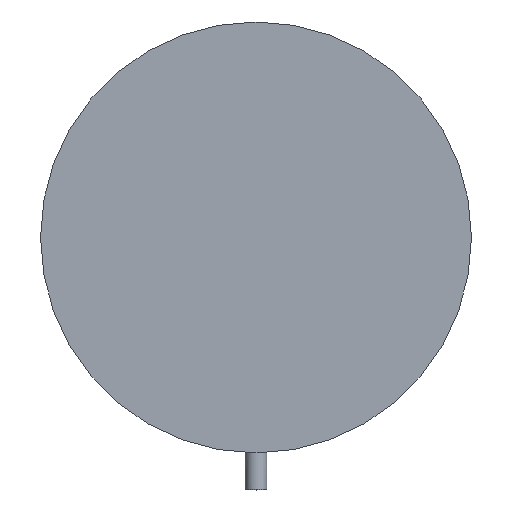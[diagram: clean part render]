
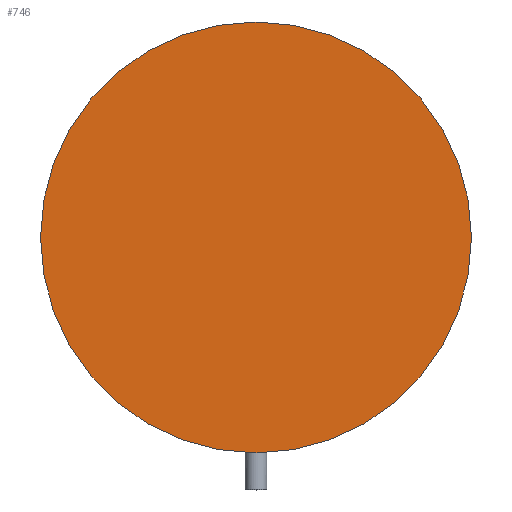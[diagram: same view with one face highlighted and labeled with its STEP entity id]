
A CAD part, left-side view. The second image highlights one B-rep face of the part: STEP entity #746.
In plain terms, the highlighted planar face has unit normal (-1, 0, 0).
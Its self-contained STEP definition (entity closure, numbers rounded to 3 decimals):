
#42=PLANE('',#1012);
#267=ORIENTED_EDGE('',*,*,#379,.T.);
#379=EDGE_CURVE('',#481,#481,#538,.T.);
#481=VERTEX_POINT('',#2642);
#538=CIRCLE('',#1011,79.);
#607=EDGE_LOOP('',(#267));
#685=FACE_BOUND('',#607,.T.);
#746=ADVANCED_FACE('',(#685),#42,.T.);
#1011=AXIS2_PLACEMENT_3D('',#2641,#1213,#1214);
#1012=AXIS2_PLACEMENT_3D('',#2643,#1215,#1216);
#1213=DIRECTION('',(-1.,0.,0.));
#1214=DIRECTION('',(0.,0.,1.));
#1215=DIRECTION('',(-1.,0.,0.));
#1216=DIRECTION('',(0.,0.,1.));
#2641=CARTESIAN_POINT('',(49.75,0.,0.));
#2642=CARTESIAN_POINT('',(49.75,0.,79.));
#2643=CARTESIAN_POINT('',(49.75,0.,0.));
